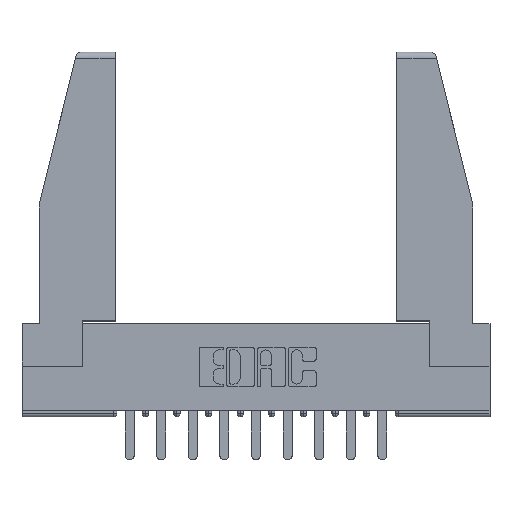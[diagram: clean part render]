
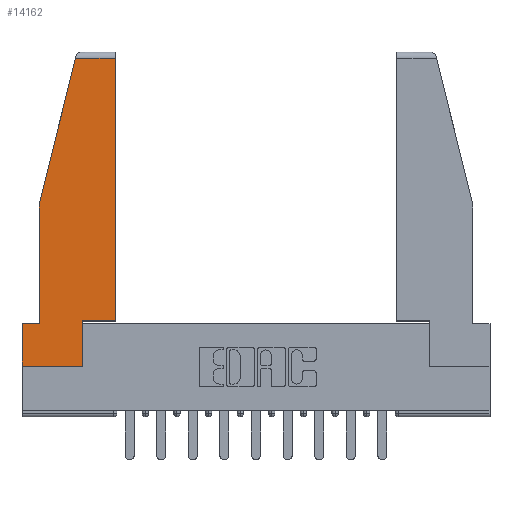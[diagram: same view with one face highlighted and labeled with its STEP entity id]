
A CAD part, top view. The second image highlights one B-rep face of the part: STEP entity #14162.
In plain terms, the highlighted planar face has unit normal (0, 0, 1).
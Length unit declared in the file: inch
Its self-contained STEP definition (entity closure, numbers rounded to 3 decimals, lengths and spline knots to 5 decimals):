
#59 = CARTESIAN_POINT ( 'NONE',  ( 0., 0.21, 0. ) ) ;
#688 = CARTESIAN_POINT ( 'NONE',  ( 0.086, 0.8, 0. ) ) ;
#753 = CARTESIAN_POINT ( 'NONE',  ( 0.297, 0.223, 0. ) ) ;
#1053 = DIRECTION ( 'NONE',  ( 0., -1., 0. ) ) ;
#1071 = VECTOR ( 'NONE', #7900, 39.37008 ) ;
#1126 = CARTESIAN_POINT ( 'NONE',  ( 0., 0., 0. ) ) ;
#1360 = CARTESIAN_POINT ( 'NONE',  ( 0.461, 1.52, 0. ) ) ;
#2070 = DIRECTION ( 'NONE',  ( 0., -1., 0. ) ) ;
#2631 = EDGE_CURVE ( 'NONE', #10896, #7433, #3101, .T. ) ;
#2772 = VECTOR ( 'NONE', #15796, 39.37008 ) ;
#2905 = VERTEX_POINT ( 'NONE', #13856 ) ;
#3101 = LINE ( 'NONE', #12132, #5994 ) ;
#3233 = LINE ( 'NONE', #5839, #11016 ) ;
#3236 = DIRECTION ( 'NONE',  ( 1., 0., 0. ) ) ;
#3430 = ORIENTED_EDGE ( 'NONE', *, *, #15306, .T. ) ;
#3625 = CARTESIAN_POINT ( 'NONE',  ( 0.297, 0., 0. ) ) ;
#3925 = EDGE_CURVE ( 'NONE', #8811, #12258, #3233, .T. ) ;
#3982 = ORIENTED_EDGE ( 'NONE', *, *, #11381, .T. ) ;
#4048 = VECTOR ( 'NONE', #6658, 39.37008 ) ;
#4458 = ORIENTED_EDGE ( 'NONE', *, *, #10020, .T. ) ;
#4688 = LINE ( 'NONE', #753, #11506 ) ;
#4731 = ORIENTED_EDGE ( 'NONE', *, *, #6134, .T. ) ;
#4846 = EDGE_LOOP ( 'NONE', ( #5222, #14406, #4731, #13193, #3430, #4458, #9656, #3982, #5568 ) ) ;
#5056 = CARTESIAN_POINT ( 'NONE',  ( 0., 0., 0. ) ) ;
#5222 = ORIENTED_EDGE ( 'NONE', *, *, #8224, .T. ) ;
#5377 = DIRECTION ( 'NONE',  ( -1., 0., 0. ) ) ;
#5457 = CARTESIAN_POINT ( 'NONE',  ( 0.461, 0.223, 0. ) ) ;
#5568 = ORIENTED_EDGE ( 'NONE', *, *, #7022, .T. ) ;
#5839 = CARTESIAN_POINT ( 'NONE',  ( 0.086, 0.8, 0. ) ) ;
#5994 = VECTOR ( 'NONE', #5377, 39.37008 ) ;
#6134 = EDGE_CURVE ( 'NONE', #7433, #8811, #11343, .T. ) ;
#6226 = CARTESIAN_POINT ( 'NONE',  ( 0.297, 0., 0. ) ) ;
#6249 = LINE ( 'NONE', #15723, #16002 ) ;
#6658 = DIRECTION ( 'NONE',  ( 0., 1., 0. ) ) ;
#7022 = EDGE_CURVE ( 'NONE', #2905, #13042, #4688, .T. ) ;
#7433 = VERTEX_POINT ( 'NONE', #10546 ) ;
#7453 = VECTOR ( 'NONE', #15775, 39.37008 ) ;
#7900 = DIRECTION ( 'NONE',  ( -1., 0., 0. ) ) ;
#8224 = EDGE_CURVE ( 'NONE', #13042, #10896, #11261, .T. ) ;
#8353 = VERTEX_POINT ( 'NONE', #59 ) ;
#8704 = VECTOR ( 'NONE', #10763, 39.37008 ) ;
#8811 = VERTEX_POINT ( 'NONE', #688 ) ;
#8976 = AXIS2_PLACEMENT_3D ( 'NONE', #1126, #12469, #14790 ) ;
#9292 = VERTEX_POINT ( 'NONE', #5056 ) ;
#9463 = CARTESIAN_POINT ( 'NONE',  ( 0.086, 0.21, 0. ) ) ;
#9552 = CARTESIAN_POINT ( 'NONE',  ( 0., 0., 0. ) ) ;
#9656 = ORIENTED_EDGE ( 'NONE', *, *, #14686, .T. ) ;
#10020 = EDGE_CURVE ( 'NONE', #8353, #9292, #6249, .T. ) ;
#10196 = LINE ( 'NONE', #9552, #7453 ) ;
#10546 = CARTESIAN_POINT ( 'NONE',  ( 0.2636, 1.52, 0. ) ) ;
#10619 = FACE_OUTER_BOUND ( 'NONE', #4846, .T. ) ;
#10763 = DIRECTION ( 'NONE',  ( 0., 1., 0. ) ) ;
#10778 = CARTESIAN_POINT ( 'NONE',  ( 0.271, 1.55, 0. ) ) ;
#10896 = VERTEX_POINT ( 'NONE', #1360 ) ;
#11016 = VECTOR ( 'NONE', #1053, 39.37008 ) ;
#11068 = PLANE ( 'NONE',  #8976 ) ;
#11078 = LINE ( 'NONE', #6226, #4048 ) ;
#11261 = LINE ( 'NONE', #12023, #8704 ) ;
#11343 = LINE ( 'NONE', #10778, #2772 ) ;
#11381 = EDGE_CURVE ( 'NONE', #11522, #2905, #11078, .T. ) ;
#11506 = VECTOR ( 'NONE', #3236, 39.37008 ) ;
#11522 = VERTEX_POINT ( 'NONE', #3625 ) ;
#12023 = CARTESIAN_POINT ( 'NONE',  ( 0.461, 0.223, 0. ) ) ;
#12132 = CARTESIAN_POINT ( 'NONE',  ( 0., 1.52, 0. ) ) ;
#12258 = VERTEX_POINT ( 'NONE', #9463 ) ;
#12469 = DIRECTION ( 'NONE',  ( 0., 0., 1. ) ) ;
#13042 = VERTEX_POINT ( 'NONE', #5457 ) ;
#13193 = ORIENTED_EDGE ( 'NONE', *, *, #3925, .T. ) ;
#13856 = CARTESIAN_POINT ( 'NONE',  ( 0.297, 0.223, 0. ) ) ;
#13901 = LINE ( 'NONE', #15223, #1071 ) ;
#14162 = ADVANCED_FACE ( 'NONE', ( #10619 ), #11068, .T. ) ;
#14406 = ORIENTED_EDGE ( 'NONE', *, *, #2631, .T. ) ;
#14686 = EDGE_CURVE ( 'NONE', #9292, #11522, #10196, .T. ) ;
#14790 = DIRECTION ( 'NONE',  ( 1., 0., 0. ) ) ;
#15223 = CARTESIAN_POINT ( 'NONE',  ( 0., 0.21, 0. ) ) ;
#15306 = EDGE_CURVE ( 'NONE', #12258, #8353, #13901, .T. ) ;
#15723 = CARTESIAN_POINT ( 'NONE',  ( 0., 0.21, 0. ) ) ;
#15775 = DIRECTION ( 'NONE',  ( 1., 0., 0. ) ) ;
#15796 = DIRECTION ( 'NONE',  ( -0.239, -0.971, 0. ) ) ;
#16002 = VECTOR ( 'NONE', #2070, 39.37008 ) ;
